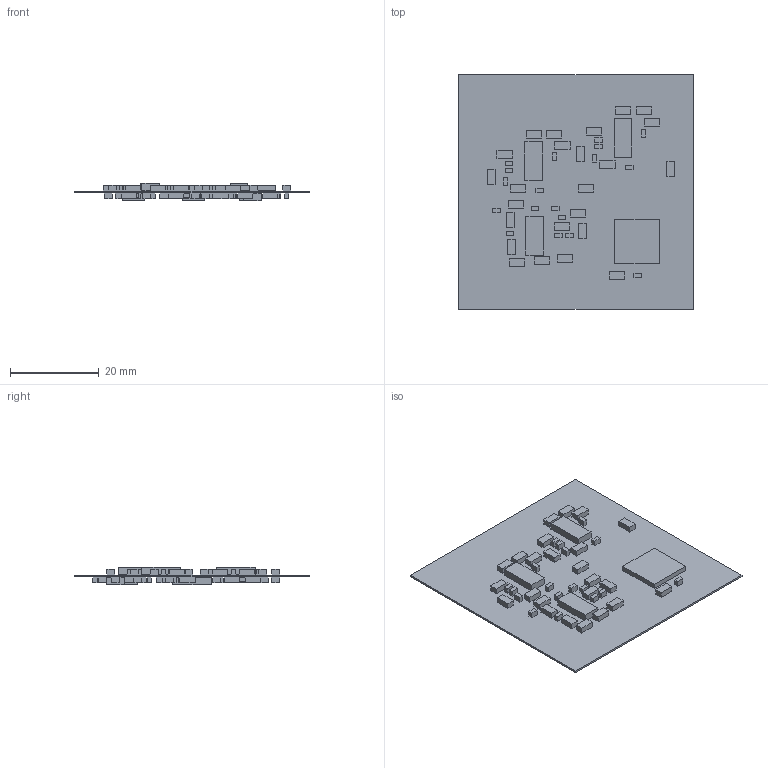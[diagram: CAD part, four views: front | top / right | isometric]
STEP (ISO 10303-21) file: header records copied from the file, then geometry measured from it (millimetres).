
FILE_DESCRIPTION(('Open CASCADE Model'),'2;1');
FILE_NAME('Open CASCADE Shape Model','2016-10-22T13:36:46',('Author'),( 'Open CASCADE'),'Open CASCADE STEP processor 6.8','Open CASCADE 6.8' ,'Unknown');
FILE_SCHEMA(('AUTOMOTIVE_DESIGN { 1 0 10303 214 1 1 1 1 }'));
Length unit declared in the file: millimetre
Products named in the file (113): PCB; Board; C1_Filtering1; 725629640; Extruded; C1_Filtering2; C2_Filtering1; C2_Filtering2; C3_Filtering1; 725629776; C3_Filtering2; C4_Filtering1; C4_Filtering2; C5_Filtering1; C5_Filtering2; C6_Filtering1; C6_Filtering2; C7_Filtering1; C7_Filtering2; C8_Filtering1; C8_Filtering2; C9_Filtering1; C9_Filtering2; C10_Filtering1; C10_Filtering2; C11_Filtering1; C11_Filtering2; C12_Filtering1; C12_Filtering2; C13; C14; C15; C16_Input1; C16_Input2; C17_Input1; C17_Input2; C18; R1_Filtering1; 725629096; R1_Filtering2 ...
Assembly tree (199 placements, depth 4):
  PCB
    Board
    C1_Filtering1
      725629640
        Extruded
    C1_Filtering2
      725629640
        Extruded
    C2_Filtering1
      725629640
        Extruded
    C2_Filtering2
      725629640
        Extruded
    C3_Filtering1
      725629776
        Extruded
    C3_Filtering2
      725629776
        Extruded
    C4_Filtering1
      725629640
        Extruded
    C4_Filtering2
      725629640
        Extruded
    C5_Filtering1
      725629776
        Extruded
    C5_Filtering2
      725629776
        Extruded
    C6_Filtering1
      725629640
        Extruded
    C6_Filtering2
      725629640
        Extruded
    C7_Filtering1
      725629640
        Extruded
    C7_Filtering2
      725629640
        Extruded
    C8_Filtering1
      725629640
        Extruded
    C8_Filtering2
      725629640
        Extruded
    C9_Filtering1
      725629640
        Extruded
    C9_Filtering2
      725629640
        Extruded
    C10_Filtering1
      725629640
        Extruded
    C10_Filtering2
Bounding box: 52.83 x 52.83 x 3.9 mm (x, y, z)
Volume: 2093 mm3; surface area: 8302.8 mm2
Topology: 96 solids, 96 shells, 576 faces, 1152 edges, 768 vertices
Faces by surface type: plane 576
Entity records: 5574 total; most frequent: DIRECTION 832, CARTESIAN_POINT 650, LINE 324, VECTOR 324, PRODUCT_DEFINITION_SHAPE 312, AXIS2_PLACEMENT_3D 254, ORIENTED_EDGE 216, PCURVE 216
